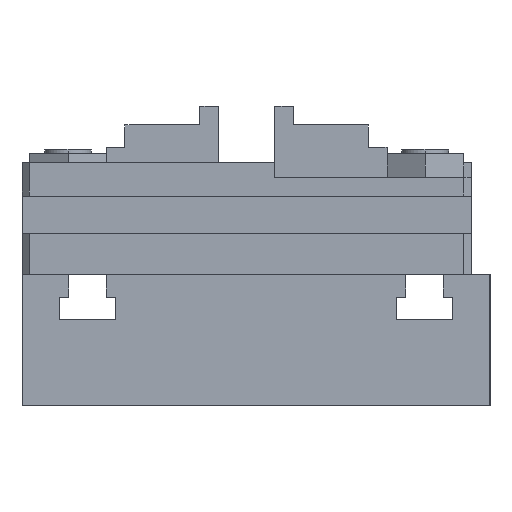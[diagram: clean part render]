
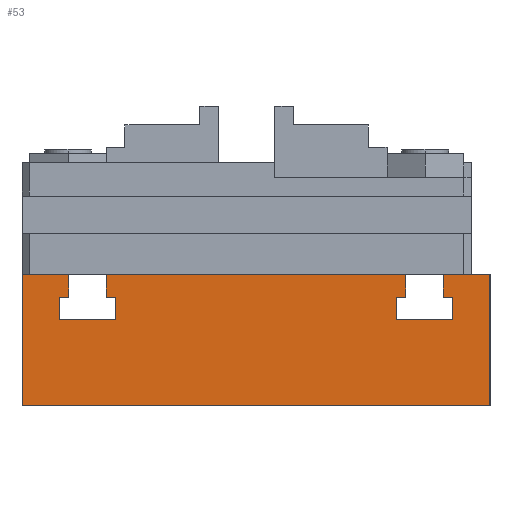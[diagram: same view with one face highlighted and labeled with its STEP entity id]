
A CAD part, left-side view. The second image highlights one B-rep face of the part: STEP entity #53.
In plain terms, the highlighted free-form (B-spline) face has degree [1, 1] with [2, 2] control points.
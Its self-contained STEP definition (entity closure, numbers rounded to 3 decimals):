
#21 = EDGE_CURVE('',#22,#24,#26,.T.);
#22 = VERTEX_POINT('',#23);
#23 = CARTESIAN_POINT('',(0.,-67.71,
    37.918));
#24 = VERTEX_POINT('',#25);
#25 = CARTESIAN_POINT('',(0.,-54.168,
    37.918));
#26 = B_SPLINE_CURVE_WITH_KNOTS('',1,(#27,#28),.UNSPECIFIED.,.F.,.F.,(2,
    2),(0.,12.5),.PIECEWISE_BEZIER_KNOTS.);
#27 = CARTESIAN_POINT('',(0.,-67.71,
    37.918));
#28 = CARTESIAN_POINT('',(0.,-54.168,
    37.918));
#53 = ADVANCED_FACE('',(#54),#188,.T.);
#54 = FACE_BOUND('',#55,.T.);
#55 = EDGE_LOOP('',(#56,#65,#70,#71,#78,#85,#92,#99,#106,#113,#120,#127,
    #134,#141,#148,#155,#162,#169,#176,#183));
#56 = ORIENTED_EDGE('',*,*,#57,.T.);
#57 = EDGE_CURVE('',#58,#60,#62,.T.);
#58 = VERTEX_POINT('',#59);
#59 = CARTESIAN_POINT('',(0.,67.71,
    0.));
#60 = VERTEX_POINT('',#61);
#61 = CARTESIAN_POINT('',(0.,-67.71,
    0.));
#62 = B_SPLINE_CURVE_WITH_KNOTS('',1,(#63,#64),.UNSPECIFIED.,.F.,.F.,(2,
    2),(0.,125.),.PIECEWISE_BEZIER_KNOTS.);
#63 = CARTESIAN_POINT('',(0.,67.71,
    0.));
#64 = CARTESIAN_POINT('',(0.,-67.71,
    0.));
#65 = ORIENTED_EDGE('',*,*,#66,.T.);
#66 = EDGE_CURVE('',#60,#22,#67,.T.);
#67 = B_SPLINE_CURVE_WITH_KNOTS('',1,(#68,#69),.UNSPECIFIED.,.F.,.F.,(2,
    2),(0.,35.),.PIECEWISE_BEZIER_KNOTS.);
#68 = CARTESIAN_POINT('',(0.,-67.71,
    0.));
#69 = CARTESIAN_POINT('',(0.,-67.71,
    37.918));
#70 = ORIENTED_EDGE('',*,*,#21,.T.);
#71 = ORIENTED_EDGE('',*,*,#72,.T.);
#72 = EDGE_CURVE('',#24,#73,#75,.T.);
#73 = VERTEX_POINT('',#74);
#74 = CARTESIAN_POINT('',(0.,-54.168,
    31.417));
#75 = B_SPLINE_CURVE_WITH_KNOTS('',1,(#76,#77),.UNSPECIFIED.,.F.,.F.,(2,
    2),(0.,6.),.PIECEWISE_BEZIER_KNOTS.);
#76 = CARTESIAN_POINT('',(0.,-54.168,
    37.918));
#77 = CARTESIAN_POINT('',(0.,-54.168,
    31.417));
#78 = ORIENTED_EDGE('',*,*,#79,.T.);
#79 = EDGE_CURVE('',#73,#80,#82,.T.);
#80 = VERTEX_POINT('',#81);
#81 = CARTESIAN_POINT('',(0.,-56.876,
    31.417));
#82 = B_SPLINE_CURVE_WITH_KNOTS('',1,(#83,#84),.UNSPECIFIED.,.F.,.F.,(2,
    2),(0.,2.5),.PIECEWISE_BEZIER_KNOTS.);
#83 = CARTESIAN_POINT('',(0.,-54.168,
    31.417));
#84 = CARTESIAN_POINT('',(0.,-56.876,
    31.417));
#85 = ORIENTED_EDGE('',*,*,#86,.T.);
#86 = EDGE_CURVE('',#80,#87,#89,.T.);
#87 = VERTEX_POINT('',#88);
#88 = CARTESIAN_POINT('',(0.,-56.876,
    24.917));
#89 = B_SPLINE_CURVE_WITH_KNOTS('',1,(#90,#91),.UNSPECIFIED.,.F.,.F.,(2,
    2),(0.,6.),.PIECEWISE_BEZIER_KNOTS.);
#90 = CARTESIAN_POINT('',(0.,-56.876,
    31.417));
#91 = CARTESIAN_POINT('',(0.,-56.876,
    24.917));
#92 = ORIENTED_EDGE('',*,*,#93,.T.);
#93 = EDGE_CURVE('',#87,#94,#96,.T.);
#94 = VERTEX_POINT('',#95);
#95 = CARTESIAN_POINT('',(0.,-40.626,
    24.917));
#96 = B_SPLINE_CURVE_WITH_KNOTS('',1,(#97,#98),.UNSPECIFIED.,.F.,.F.,(2,
    2),(0.,15.),.PIECEWISE_BEZIER_KNOTS.);
#97 = CARTESIAN_POINT('',(0.,-56.876,
    24.917));
#98 = CARTESIAN_POINT('',(0.,-40.626,
    24.917));
#99 = ORIENTED_EDGE('',*,*,#100,.T.);
#100 = EDGE_CURVE('',#94,#101,#103,.T.);
#101 = VERTEX_POINT('',#102);
#102 = CARTESIAN_POINT('',(0.,-40.626,
    31.417));
#103 = B_SPLINE_CURVE_WITH_KNOTS('',1,(#104,#105),.UNSPECIFIED.,.F.,.F.,
  (2,2),(0.,6.),.PIECEWISE_BEZIER_KNOTS.);
#104 = CARTESIAN_POINT('',(0.,-40.626,
    24.917));
#105 = CARTESIAN_POINT('',(0.,-40.626,
    31.417));
#106 = ORIENTED_EDGE('',*,*,#107,.T.);
#107 = EDGE_CURVE('',#101,#108,#110,.T.);
#108 = VERTEX_POINT('',#109);
#109 = CARTESIAN_POINT('',(0.,-43.334,
    31.417));
#110 = B_SPLINE_CURVE_WITH_KNOTS('',1,(#111,#112),.UNSPECIFIED.,.F.,.F.,
  (2,2),(0.,2.5),.PIECEWISE_BEZIER_KNOTS.);
#111 = CARTESIAN_POINT('',(0.,-40.626,
    31.417));
#112 = CARTESIAN_POINT('',(0.,-43.334,
    31.417));
#113 = ORIENTED_EDGE('',*,*,#114,.T.);
#114 = EDGE_CURVE('',#108,#115,#117,.T.);
#115 = VERTEX_POINT('',#116);
#116 = CARTESIAN_POINT('',(0.,-43.334,
    37.918));
#117 = B_SPLINE_CURVE_WITH_KNOTS('',1,(#118,#119),.UNSPECIFIED.,.F.,.F.,
  (2,2),(0.,6.),.PIECEWISE_BEZIER_KNOTS.);
#118 = CARTESIAN_POINT('',(0.,-43.334,
    31.417));
#119 = CARTESIAN_POINT('',(0.,-43.334,
    37.918));
#120 = ORIENTED_EDGE('',*,*,#121,.T.);
#121 = EDGE_CURVE('',#115,#122,#124,.T.);
#122 = VERTEX_POINT('',#123);
#123 = CARTESIAN_POINT('',(0.,43.334,
    37.918));
#124 = B_SPLINE_CURVE_WITH_KNOTS('',1,(#125,#126),.UNSPECIFIED.,.F.,.F.,
  (2,2),(22.5,102.5),.PIECEWISE_BEZIER_KNOTS.);
#125 = CARTESIAN_POINT('',(0.,-43.334,
    37.918));
#126 = CARTESIAN_POINT('',(0.,43.334,
    37.918));
#127 = ORIENTED_EDGE('',*,*,#128,.F.);
#128 = EDGE_CURVE('',#129,#122,#131,.T.);
#129 = VERTEX_POINT('',#130);
#130 = CARTESIAN_POINT('',(0.,43.334,
    31.417));
#131 = B_SPLINE_CURVE_WITH_KNOTS('',1,(#132,#133),.UNSPECIFIED.,.F.,.F.,
  (2,2),(0.,6.),.PIECEWISE_BEZIER_KNOTS.);
#132 = CARTESIAN_POINT('',(0.,43.334,
    31.417));
#133 = CARTESIAN_POINT('',(0.,43.334,
    37.918));
#134 = ORIENTED_EDGE('',*,*,#135,.F.);
#135 = EDGE_CURVE('',#136,#129,#138,.T.);
#136 = VERTEX_POINT('',#137);
#137 = CARTESIAN_POINT('',(0.,40.626,
    31.417));
#138 = B_SPLINE_CURVE_WITH_KNOTS('',1,(#139,#140),.UNSPECIFIED.,.F.,.F.,
  (2,2),(0.,2.5),.PIECEWISE_BEZIER_KNOTS.);
#139 = CARTESIAN_POINT('',(0.,40.626,
    31.417));
#140 = CARTESIAN_POINT('',(0.,43.334,
    31.417));
#141 = ORIENTED_EDGE('',*,*,#142,.F.);
#142 = EDGE_CURVE('',#143,#136,#145,.T.);
#143 = VERTEX_POINT('',#144);
#144 = CARTESIAN_POINT('',(0.,40.626,
    24.917));
#145 = B_SPLINE_CURVE_WITH_KNOTS('',1,(#146,#147),.UNSPECIFIED.,.F.,.F.,
  (2,2),(0.,6.),.PIECEWISE_BEZIER_KNOTS.);
#146 = CARTESIAN_POINT('',(0.,40.626,
    24.917));
#147 = CARTESIAN_POINT('',(0.,40.626,
    31.417));
#148 = ORIENTED_EDGE('',*,*,#149,.F.);
#149 = EDGE_CURVE('',#150,#143,#152,.T.);
#150 = VERTEX_POINT('',#151);
#151 = CARTESIAN_POINT('',(0.,56.876,
    24.917));
#152 = B_SPLINE_CURVE_WITH_KNOTS('',1,(#153,#154),.UNSPECIFIED.,.F.,.F.,
  (2,2),(0.,15.),.PIECEWISE_BEZIER_KNOTS.);
#153 = CARTESIAN_POINT('',(0.,56.876,
    24.917));
#154 = CARTESIAN_POINT('',(0.,40.626,
    24.917));
#155 = ORIENTED_EDGE('',*,*,#156,.F.);
#156 = EDGE_CURVE('',#157,#150,#159,.T.);
#157 = VERTEX_POINT('',#158);
#158 = CARTESIAN_POINT('',(0.,56.876,
    31.417));
#159 = B_SPLINE_CURVE_WITH_KNOTS('',1,(#160,#161),.UNSPECIFIED.,.F.,.F.,
  (2,2),(0.,6.),.PIECEWISE_BEZIER_KNOTS.);
#160 = CARTESIAN_POINT('',(0.,56.876,
    31.417));
#161 = CARTESIAN_POINT('',(0.,56.876,
    24.917));
#162 = ORIENTED_EDGE('',*,*,#163,.F.);
#163 = EDGE_CURVE('',#164,#157,#166,.T.);
#164 = VERTEX_POINT('',#165);
#165 = CARTESIAN_POINT('',(0.,54.168,
    31.417));
#166 = B_SPLINE_CURVE_WITH_KNOTS('',1,(#167,#168),.UNSPECIFIED.,.F.,.F.,
  (2,2),(0.,2.5),.PIECEWISE_BEZIER_KNOTS.);
#167 = CARTESIAN_POINT('',(0.,54.168,
    31.417));
#168 = CARTESIAN_POINT('',(0.,56.876,
    31.417));
#169 = ORIENTED_EDGE('',*,*,#170,.F.);
#170 = EDGE_CURVE('',#171,#164,#173,.T.);
#171 = VERTEX_POINT('',#172);
#172 = CARTESIAN_POINT('',(0.,54.168,
    37.918));
#173 = B_SPLINE_CURVE_WITH_KNOTS('',1,(#174,#175),.UNSPECIFIED.,.F.,.F.,
  (2,2),(0.,6.),.PIECEWISE_BEZIER_KNOTS.);
#174 = CARTESIAN_POINT('',(0.,54.168,
    37.918));
#175 = CARTESIAN_POINT('',(0.,54.168,
    31.417));
#176 = ORIENTED_EDGE('',*,*,#177,.T.);
#177 = EDGE_CURVE('',#171,#178,#180,.T.);
#178 = VERTEX_POINT('',#179);
#179 = CARTESIAN_POINT('',(0.,67.71,
    37.918));
#180 = B_SPLINE_CURVE_WITH_KNOTS('',1,(#181,#182),.UNSPECIFIED.,.F.,.F.,
  (2,2),(112.5,125.),.PIECEWISE_BEZIER_KNOTS.);
#181 = CARTESIAN_POINT('',(0.,54.168,
    37.918));
#182 = CARTESIAN_POINT('',(0.,67.71,
    37.918));
#183 = ORIENTED_EDGE('',*,*,#184,.T.);
#184 = EDGE_CURVE('',#178,#58,#185,.T.);
#185 = B_SPLINE_CURVE_WITH_KNOTS('',1,(#186,#187),.UNSPECIFIED.,.F.,.F.,
  (2,2),(0.,35.),.PIECEWISE_BEZIER_KNOTS.);
#186 = CARTESIAN_POINT('',(0.,67.71,
    37.918));
#187 = CARTESIAN_POINT('',(0.,67.71,
    0.));
#188 = B_SPLINE_SURFACE_WITH_KNOTS('',1,1,(
    (#189,#190)
    ,(#191,#192
    )),.UNSPECIFIED.,.F.,.F.,.F.,(2,2),(2,2),(-17.5,17.5),(-62.5,62.5),
  .PIECEWISE_BEZIER_KNOTS.);
#189 = CARTESIAN_POINT('',(0.,67.71,
    37.918));
#190 = CARTESIAN_POINT('',(0.,-67.71,
    37.918));
#191 = CARTESIAN_POINT('',(0.,67.71,
    0.));
#192 = CARTESIAN_POINT('',(0.,-67.71,
    0.));
